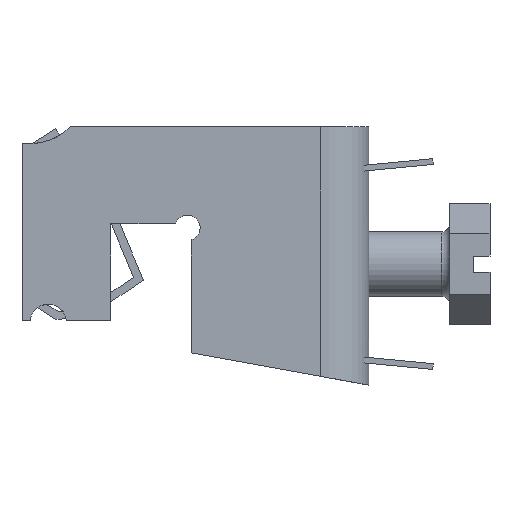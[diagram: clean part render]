
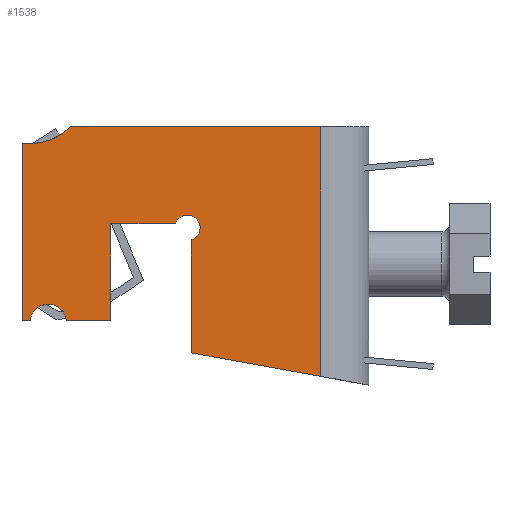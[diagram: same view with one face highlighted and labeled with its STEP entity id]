
A CAD part, left-side view. The second image highlights one B-rep face of the part: STEP entity #1538.
In plain terms, the highlighted planar face has unit normal (-1, 0, 0).
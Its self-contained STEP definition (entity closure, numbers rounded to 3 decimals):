
#65=CIRCLE('',#1669,7.071);
#66=CIRCLE('',#1670,2.264);
#67=CIRCLE('',#1671,1.581);
#149=ORIENTED_EDGE('',*,*,#603,.T.);
#150=ORIENTED_EDGE('',*,*,#604,.F.);
#151=ORIENTED_EDGE('',*,*,#605,.F.);
#152=ORIENTED_EDGE('',*,*,#606,.T.);
#153=ORIENTED_EDGE('',*,*,#607,.F.);
#154=ORIENTED_EDGE('',*,*,#608,.F.);
#155=ORIENTED_EDGE('',*,*,#609,.F.);
#156=ORIENTED_EDGE('',*,*,#610,.T.);
#157=ORIENTED_EDGE('',*,*,#611,.F.);
#158=ORIENTED_EDGE('',*,*,#612,.F.);
#159=ORIENTED_EDGE('',*,*,#613,.T.);
#160=ORIENTED_EDGE('',*,*,#614,.T.);
#603=EDGE_CURVE('',#830,#831,#65,.T.);
#604=EDGE_CURVE('',#832,#831,#964,.T.);
#605=EDGE_CURVE('',#833,#832,#965,.T.);
#606=EDGE_CURVE('',#833,#834,#66,.T.);
#607=EDGE_CURVE('',#835,#834,#966,.T.);
#608=EDGE_CURVE('',#836,#835,#967,.T.);
#609=EDGE_CURVE('',#837,#836,#968,.T.);
#610=EDGE_CURVE('',#837,#838,#67,.T.);
#611=EDGE_CURVE('',#839,#838,#969,.T.);
#612=EDGE_CURVE('',#840,#839,#970,.T.);
#613=EDGE_CURVE('',#840,#841,#971,.T.);
#614=EDGE_CURVE('',#841,#830,#972,.T.);
#830=VERTEX_POINT('',#2340);
#831=VERTEX_POINT('',#2341);
#832=VERTEX_POINT('',#2343);
#833=VERTEX_POINT('',#2345);
#834=VERTEX_POINT('',#2347);
#835=VERTEX_POINT('',#2349);
#836=VERTEX_POINT('',#2351);
#837=VERTEX_POINT('',#2353);
#838=VERTEX_POINT('',#2355);
#839=VERTEX_POINT('',#2357);
#840=VERTEX_POINT('',#2359);
#841=VERTEX_POINT('',#2361);
#964=LINE('',#2342,#1155);
#965=LINE('',#2344,#1156);
#966=LINE('',#2348,#1157);
#967=LINE('',#2350,#1158);
#968=LINE('',#2352,#1159);
#969=LINE('',#2356,#1160);
#970=LINE('',#2358,#1161);
#971=LINE('',#2360,#1162);
#972=LINE('',#2362,#1163);
#1155=VECTOR('',#1864,1000.);
#1156=VECTOR('',#1865,1000.);
#1157=VECTOR('',#1868,1000.);
#1158=VECTOR('',#1869,1000.);
#1159=VECTOR('',#1870,1000.);
#1160=VECTOR('',#1873,1000.);
#1161=VECTOR('',#1874,1000.);
#1162=VECTOR('',#1875,1000.);
#1163=VECTOR('',#1876,1000.);
#1300=EDGE_LOOP('',(#149,#150,#151,#152,#153,#154,#155,#156,#157,#158,#159,
#160));
#1385=FACE_BOUND('',#1300,.T.);
#1470=PLANE('',#1668);
#1538=ADVANCED_FACE('',(#1385),#1470,.F.);
#1668=AXIS2_PLACEMENT_3D('',#2338,#1860,#1861);
#1669=AXIS2_PLACEMENT_3D('',#2339,#1862,#1863);
#1670=AXIS2_PLACEMENT_3D('',#2346,#1866,#1867);
#1671=AXIS2_PLACEMENT_3D('',#2354,#1871,#1872);
#1860=DIRECTION('',(1.,0.,0.));
#1861=DIRECTION('',(0.,0.,-1.));
#1862=DIRECTION('',(1.,0.,0.));
#1863=DIRECTION('',(0.,1.,0.));
#1864=DIRECTION('',(0.,1.,0.));
#1865=DIRECTION('',(0.,0.,-1.));
#1866=DIRECTION('',(1.,0.,0.));
#1867=DIRECTION('',(0.,1.,0.));
#1868=DIRECTION('',(0.,0.,-1.));
#1869=DIRECTION('',(0.,-1.,0.));
#1870=DIRECTION('',(0.,0.,-1.));
#1871=DIRECTION('',(1.,0.,0.));
#1872=DIRECTION('',(0.,1.,0.));
#1873=DIRECTION('',(0.,1.,0.));
#1874=DIRECTION('',(0.,0.179,-0.984));
#1875=DIRECTION('',(0.,1.,0.));
#1876=DIRECTION('',(0.,0.,-1.));
#2338=CARTESIAN_POINT('',(-10.5,-32.,-6.));
#2339=CARTESIAN_POINT('',(-10.5,5.,-42.));
#2340=CARTESIAN_POINT('',(-10.5,0.,-37.));
#2341=CARTESIAN_POINT('',(-10.5,-2.,-43.));
#2342=CARTESIAN_POINT('',(-10.5,-32.,-43.));
#2343=CARTESIAN_POINT('',(-10.5,-24.,-43.));
#2344=CARTESIAN_POINT('',(-10.5,-24.,-42.));
#2345=CARTESIAN_POINT('',(-10.5,-24.,-42.));
#2346=CARTESIAN_POINT('',(-10.5,-24.25,-39.75));
#2347=CARTESIAN_POINT('',(-10.5,-24.,-37.5));
#2348=CARTESIAN_POINT('',(-10.5,-24.,-32.));
#2349=CARTESIAN_POINT('',(-10.5,-24.,-32.));
#2350=CARTESIAN_POINT('',(-10.5,-12.,-32.));
#2351=CARTESIAN_POINT('',(-10.5,-12.,-32.));
#2352=CARTESIAN_POINT('',(-10.5,-12.,-24.));
#2353=CARTESIAN_POINT('',(-10.5,-12.,-24.));
#2354=CARTESIAN_POINT('',(-10.5,-12.5,-22.5));
#2355=CARTESIAN_POINT('',(-10.5,-14.,-22.));
#2356=CARTESIAN_POINT('',(-10.5,-28.002,-22.));
#2357=CARTESIAN_POINT('',(-10.5,-28.002,-22.));
#2358=CARTESIAN_POINT('',(-10.5,-32.,0.));
#2359=CARTESIAN_POINT('',(-10.5,-30.91,-6.));
#2360=CARTESIAN_POINT('',(-10.5,-32.,-6.));
#2361=CARTESIAN_POINT('',(-10.5,0.,-6.));
#2362=CARTESIAN_POINT('',(-10.5,0.,-6.));
